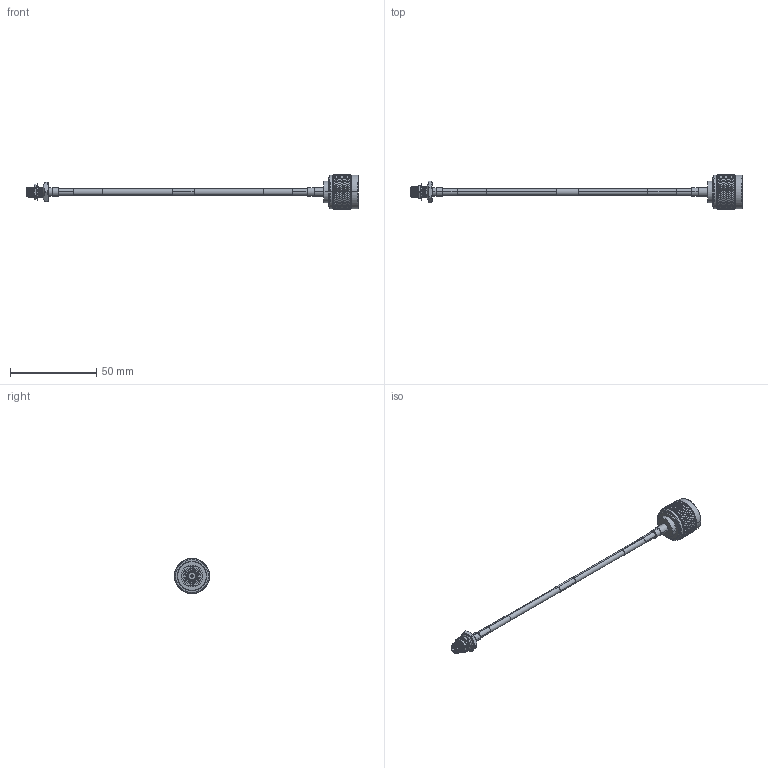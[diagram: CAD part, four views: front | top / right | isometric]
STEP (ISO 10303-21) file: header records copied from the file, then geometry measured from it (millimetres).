
FILE_DESCRIPTION (( 'STEP AP214' ), '1' );
FILE_NAME ('LCCA30485_3D.STEP', '2020-04-28T13:58:56', ( '' ), ( '' ), 'SwSTEP 2.0', 'SolidWorks 2018', '' );
FILE_SCHEMA (( 'AUTOMOTIVE_DESIGN' ));
Length unit declared in the file: inch
Products named in the file (6): LCCN3049; LC141TBJ (141 Formable with HeatShrink); 1AW01-003_.152 ID; LCCA30485_3D; LC141TBJ-PROD; LCCN3051
Assembly tree (7 placements, depth 3):
  LCCA30485_3D
    LC141TBJ-PROD
      LC141TBJ (141 Formable with HeatShrink)
      1AW01-003_.152 ID  x3
    LCCN3049
    LCCN3051
Bounding box: 192.96 x 20.32 x 20.32 mm (x, y, z)
Volume: 6177 mm3; surface area: 8524.8 mm2
Topology: 12 solids, 12 shells, 2593 faces, 5687 edges, 3134 vertices
Faces by surface type: bspline 1878, cylinder 585, plane 75, cone 45, torus 10
Entity records: 116100 total; most frequent: CARTESIAN_POINT 78189, ORIENTED_EDGE 11326, EDGE_CURVE 5663, VERTEX_POINT 3118, EDGE_LOOP 2611, DIRECTION 2607, ADVANCED_FACE 2581, FACE_OUTER_BOUND 2581
